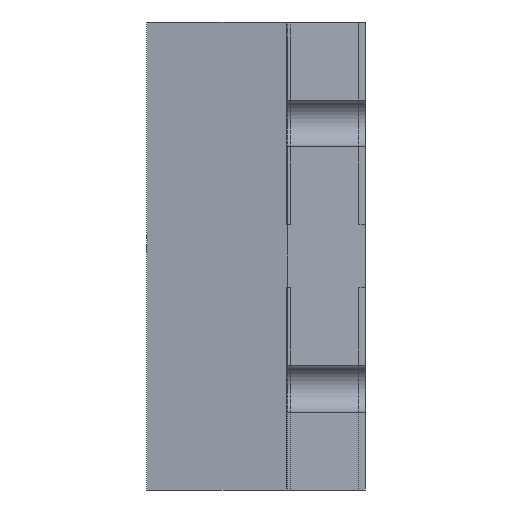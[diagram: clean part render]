
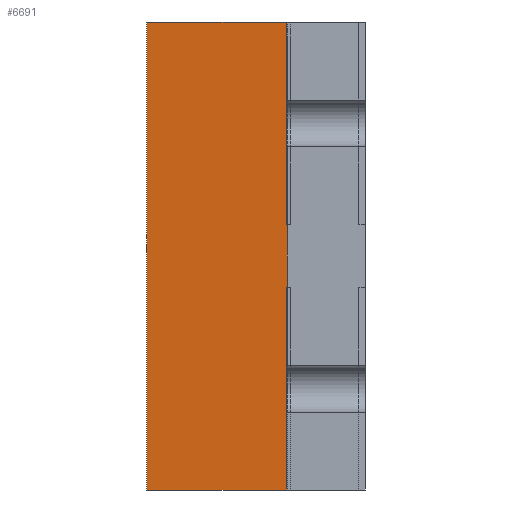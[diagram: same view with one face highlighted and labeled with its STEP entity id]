
A CAD part, left-side view. The second image highlights one B-rep face of the part: STEP entity #6691.
In plain terms, the highlighted planar face has unit normal (-0.994, 0.11, 0).
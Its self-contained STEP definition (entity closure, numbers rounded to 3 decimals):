
#308 = EDGE_LOOP ( 'NONE', ( #684, #700, #701, #698 ) ) ;
#684 = ORIENTED_EDGE ( 'NONE', *, *, #6600, .F. ) ;
#698 = ORIENTED_EDGE ( 'NONE', *, *, #6604, .T. ) ;
#700 = ORIENTED_EDGE ( 'NONE', *, *, #6609, .F. ) ;
#701 = ORIENTED_EDGE ( 'NONE', *, *, #6608, .T. ) ;
#2329 = VERTEX_POINT ( 'NONE', #5529 ) ;
#2331 = VERTEX_POINT ( 'NONE', #5531 ) ;
#2336 = VERTEX_POINT ( 'NONE', #5536 ) ;
#2387 = VERTEX_POINT ( 'NONE', #5587 ) ;
#3049 = VECTOR ( 'NONE', #13594, 1000. ) ;
#3053 = VECTOR ( 'NONE', #13606, 1000. ) ;
#3058 = VECTOR ( 'NONE', #13618, 1000. ) ;
#3059 = VECTOR ( 'NONE', #13621, 1000. ) ;
#3094 = FACE_OUTER_BOUND ( 'NONE', #308, .T. ) ;
#3154 = AXIS2_PLACEMENT_3D ( 'NONE', #6313, #6314, #6315 ) ;
#5529 = CARTESIAN_POINT ( 'NONE',  ( -0.6, 0.125, -0.75 ) ) ;
#5531 = CARTESIAN_POINT ( 'NONE',  ( -0.55, 0.575, 0.75 ) ) ;
#5536 = CARTESIAN_POINT ( 'NONE',  ( -0.55, 0.575, -0.75 ) ) ;
#5587 = CARTESIAN_POINT ( 'NONE',  ( -0.6, 0.125, 0.75 ) ) ;
#6303 = PLANE ( 'NONE',  #3154 ) ;
#6313 = CARTESIAN_POINT ( 'NONE',  ( -0.6, 0.125, 0.75 ) ) ;
#6314 = DIRECTION ( 'NONE',  ( -0.994, 0.11, 0. ) ) ;
#6315 = DIRECTION ( 'NONE',  ( -0.11, -0.994, 0. ) ) ;
#6600 = EDGE_CURVE ( 'NONE', #2329, #2336, #13592, .T. ) ;
#6604 = EDGE_CURVE ( 'NONE', #2331, #2336, #13604, .T. ) ;
#6608 = EDGE_CURVE ( 'NONE', #2387, #2331, #13616, .T. ) ;
#6609 = EDGE_CURVE ( 'NONE', #2387, #2329, #13619, .T. ) ;
#6691 = ADVANCED_FACE ( 'NONE', ( #3094 ), #6303, .T. ) ;
#13592 = LINE ( 'NONE', #13593, #3049 ) ;
#13593 = CARTESIAN_POINT ( 'NONE',  ( -0.6, 0.125, -0.75 ) ) ;
#13594 = DIRECTION ( 'NONE',  ( 0.11, 0.994, 0. ) ) ;
#13604 = LINE ( 'NONE', #13605, #3053 ) ;
#13605 = CARTESIAN_POINT ( 'NONE',  ( -0.55, 0.575, 0.75 ) ) ;
#13606 = DIRECTION ( 'NONE',  ( 0., 0., -1. ) ) ;
#13616 = LINE ( 'NONE', #13617, #3058 ) ;
#13617 = CARTESIAN_POINT ( 'NONE',  ( -0.6, 0.125, 0.75 ) ) ;
#13618 = DIRECTION ( 'NONE',  ( 0.11, 0.994, 0. ) ) ;
#13619 = LINE ( 'NONE', #13620, #3059 ) ;
#13620 = CARTESIAN_POINT ( 'NONE',  ( -0.6, 0.125, 0.75 ) ) ;
#13621 = DIRECTION ( 'NONE',  ( 0., 0., -1. ) ) ;
